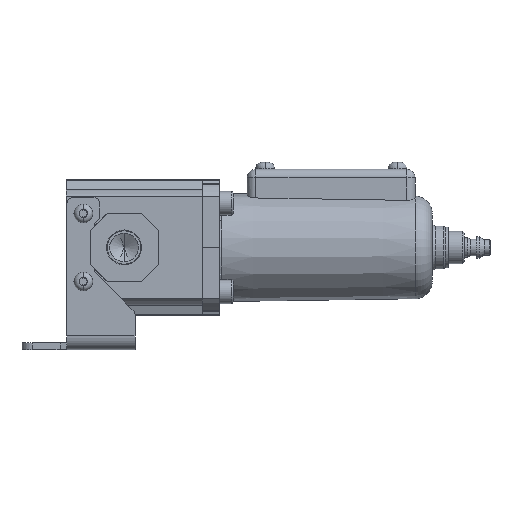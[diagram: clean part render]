
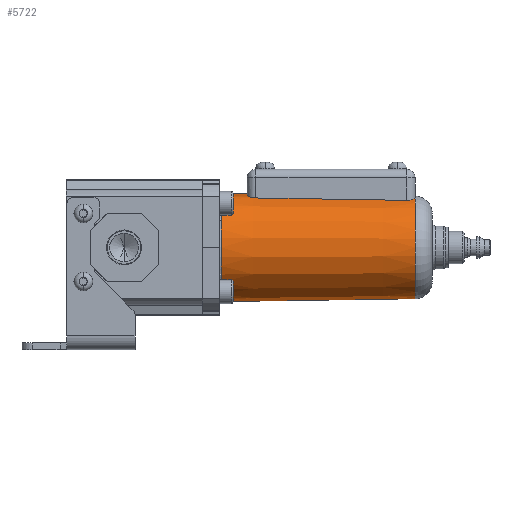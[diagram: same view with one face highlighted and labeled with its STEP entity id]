
A CAD part, left-side view. The second image highlights one B-rep face of the part: STEP entity #5722.
In plain terms, the highlighted conical face has half-angle 0.833 degrees and reference radius 14.986 mm.
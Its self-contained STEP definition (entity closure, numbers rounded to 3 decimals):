
#55 = DIRECTION ( 'NONE',  ( 0., 0., 1. ) ) ;
#90 = CARTESIAN_POINT ( 'NONE',  ( 0., -28.493, 0. ) ) ;
#631 = EDGE_CURVE ( 'NONE', #4047, #2821, #10665, .T. ) ;
#961 = DIRECTION ( 'NONE',  ( 0., 0., -1. ) ) ;
#1377 = VERTEX_POINT ( 'NONE', #2177 ) ;
#1686 = DIRECTION ( 'NONE',  ( 0., 1., 0. ) ) ;
#1784 = CARTESIAN_POINT ( 'NONE',  ( 0., -85.573, -15.058 ) ) ;
#2150 = DIRECTION ( 'NONE',  ( 0., 1., 0.015 ) ) ;
#2177 = CARTESIAN_POINT ( 'NONE',  ( 0., -85.573, 15.058 ) ) ;
#2312 = FACE_OUTER_BOUND ( 'NONE', #8383, .T. ) ;
#2597 = CARTESIAN_POINT ( 'NONE',  ( 0., -90.5, 0. ) ) ;
#2821 = VERTEX_POINT ( 'NONE', #6768 ) ;
#3002 = CARTESIAN_POINT ( 'NONE',  ( 0., -90.5, 14.986 ) ) ;
#3183 = ORIENTED_EDGE ( 'NONE', *, *, #631, .F. ) ;
#3292 = VECTOR ( 'NONE', #7643, 1000. ) ;
#3669 = EDGE_CURVE ( 'NONE', #1377, #6055, #7915, .T. ) ;
#3841 = ORIENTED_EDGE ( 'NONE', *, *, #9559, .T. ) ;
#4047 = VERTEX_POINT ( 'NONE', #1784 ) ;
#4884 = CARTESIAN_POINT ( 'NONE',  ( 0., -28.493, 15.888 ) ) ;
#5385 = DIRECTION ( 'NONE',  ( 0., 1., 0. ) ) ;
#5426 = AXIS2_PLACEMENT_3D ( 'NONE', #10697, #5385, #55 ) ;
#5558 = VECTOR ( 'NONE', #2150, 1000. ) ;
#5722 = ADVANCED_FACE ( 'NONE', ( #2312 ), #6474, .T. ) ;
#6055 = VERTEX_POINT ( 'NONE', #4884 ) ;
#6289 = DIRECTION ( 'NONE',  ( 0., -1., 0. ) ) ;
#6474 = CONICAL_SURFACE ( 'NONE', #8405, 14.986, 0.015 ) ;
#6768 = CARTESIAN_POINT ( 'NONE',  ( 0., -28.493, -15.888 ) ) ;
#6871 = CIRCLE ( 'NONE', #5426, 15.058 ) ;
#6926 = AXIS2_PLACEMENT_3D ( 'NONE', #90, #6289, #961 ) ;
#7114 = ORIENTED_EDGE ( 'NONE', *, *, #3669, .T. ) ;
#7169 = CIRCLE ( 'NONE', #6926, 15.888 ) ;
#7643 = DIRECTION ( 'NONE',  ( 0., 1., -0.015 ) ) ;
#7915 = LINE ( 'NONE', #3002, #5558 ) ;
#8383 = EDGE_LOOP ( 'NONE', ( #3183, #3841, #7114, #8415 ) ) ;
#8405 = AXIS2_PLACEMENT_3D ( 'NONE', #2597, #1686, #11440 ) ;
#8415 = ORIENTED_EDGE ( 'NONE', *, *, #8611, .T. ) ;
#8611 = EDGE_CURVE ( 'NONE', #6055, #2821, #7169, .T. ) ;
#9559 = EDGE_CURVE ( 'NONE', #4047, #1377, #6871, .T. ) ;
#10318 = CARTESIAN_POINT ( 'NONE',  ( 0., -90.5, -14.986 ) ) ;
#10665 = LINE ( 'NONE', #10318, #3292 ) ;
#10697 = CARTESIAN_POINT ( 'NONE',  ( 0., -85.573, 0. ) ) ;
#11440 = DIRECTION ( 'NONE',  ( 0., 0., 1. ) ) ;
